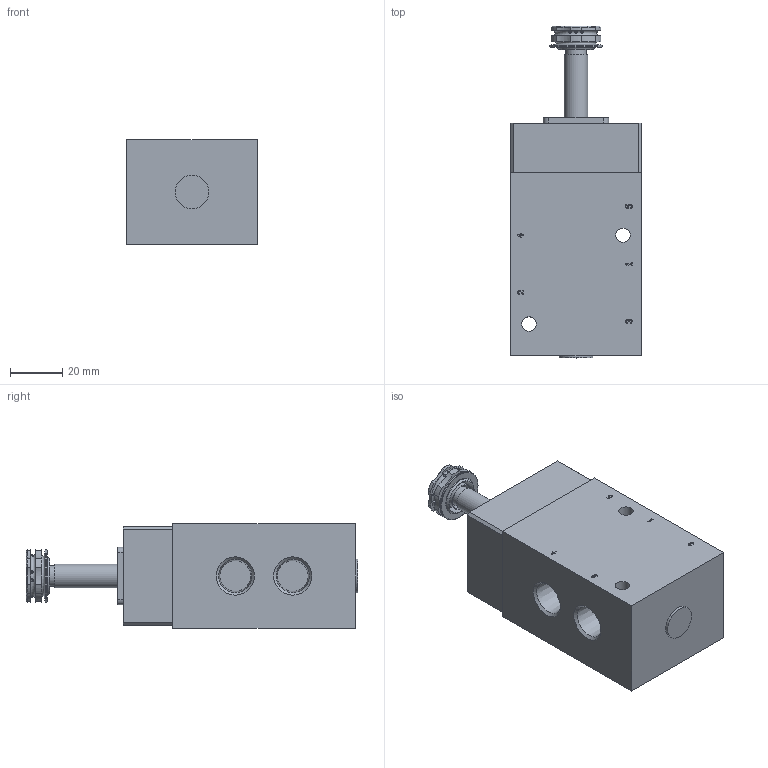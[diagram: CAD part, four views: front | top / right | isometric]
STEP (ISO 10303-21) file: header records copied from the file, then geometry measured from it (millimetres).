
FILE_DESCRIPTION(/* description */ ('STEP AP214'),/* implementation_level */ '2;1');
FILE_NAME(/* name */ '8122931_VOFC-L-M52-M-N14-FN',/* time_stamp */ '2024-09-17T01:26:20+02:00',/* author */ ('License CC BY-ND 4.0'),/* organization */ ('CADENAS'),/* preprocessor_version */ 'ST-DEVELOPER v19.3',/* originating_system */ 'PARTsolutions',/* authorisation */ ' ');
FILE_SCHEMA (('AUTOMOTIVE_DESIGN {1 0 10303 214 3 1 1}'));
Length unit declared in the file: millimetre
Products named in the file (4): 8122931 VOFC-L-M52-M-N14-FN; 3344863 VOFC-L---M52-M-N14-FN----(d); 3344863 VOFC-L-M52-M-N14-FN-----(part); Mutter-M8x0.75---(part)
Assembly tree (3 placements, depth 2):
  8122931 VOFC-L-M52-M-N14-FN
    3344863 VOFC-L---M52-M-N14-FN----(d)
    3344863 VOFC-L-M52-M-N14-FN-----(part)
    Mutter-M8x0.75---(part)
Bounding box: 50 x 127.2 x 40 mm (x, y, z)
Volume: 169505.5 mm3; surface area: 27903.5 mm2
Topology: 2 solids, 2 shells, 256 faces, 621 edges, 403 vertices
Faces by surface type: plane 129, cylinder 90, cone 29, torus 8
Full cylindrical faces by diameter (mm): 1 x10, 3 x1, 4.134 x1, 5.5 x2, 5.54 x2, 6.9 x1, 7 x2, 7.188 x1, 8 x3, 9 x1, 10.4 x1, 13 x1, 13.4 x1, 20.2 x1
Entity records: 7484 total; most frequent: CARTESIAN_POINT 1484, DIRECTION 1269, ORIENTED_EDGE 1110, EDGE_CURVE 555, AXIS2_PLACEMENT_3D 488, VERTEX_POINT 390, EDGE_LOOP 367, FACE_BOUND 367
